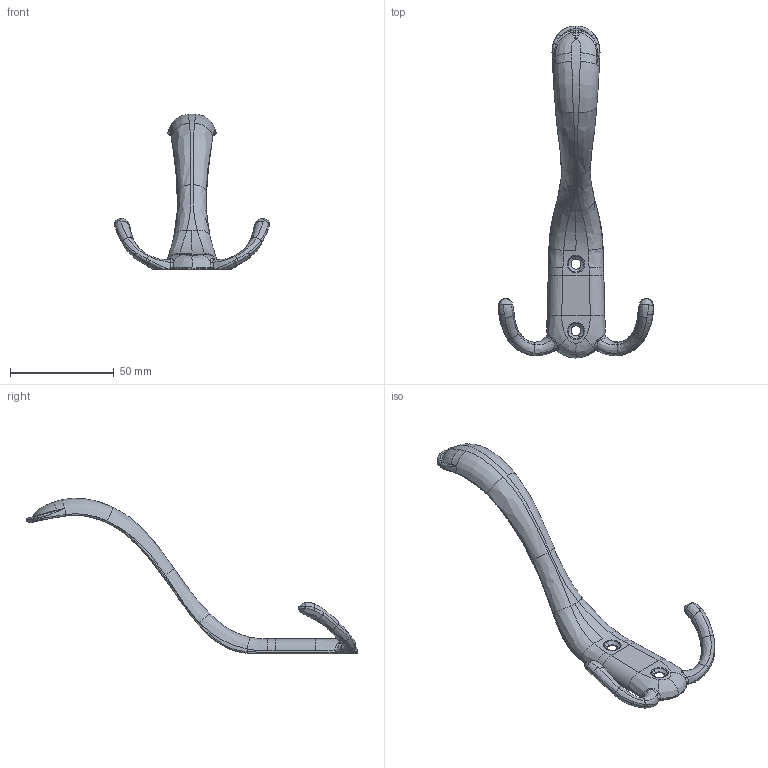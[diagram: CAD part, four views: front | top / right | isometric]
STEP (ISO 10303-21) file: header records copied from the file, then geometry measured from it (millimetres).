
FILE_DESCRIPTION(('Creo Elements/Direct Modeling STEP Export'),'2;1');
FILE_NAME('553.stp','2021-08-09T13:55:00',(''),(''),'Creo Elements/Direct Modeling STEP processor for AP214 (Solid Model)','Creo Elements/Direct Modeling 20.0 12-Nov-2016 (C) Parametric Technology GmbH','');
FILE_SCHEMA(('AUTOMOTIVE_DESIGN { 1 0 10303 214 1 1 1 1 }'));
Length unit declared in the file: millimetre
Products named in the file (1): Skin_Group1
Bounding box: 74.64 x 160 x 75.05 mm (x, y, z)
Surface area: 12269.5 mm2 (no closed solid volume)
Topology: 0 solids, 1 shells, 415 faces, 1006 edges, 589 vertices
Faces by surface type: bspline 287, cylinder 65, plane 38, extrusion 13, torus 8, cone 4
Entity records: 29313 total; most frequent: CARTESIAN_POINT 17640, ORIENTED_EDGE 2002, DIRECTION 1272, EDGE_CURVE 1004, VERTEX_POINT 589, AXIS2_PLACEMENT_3D 493, EDGE_LOOP 419, COLOUR_RGB 416
